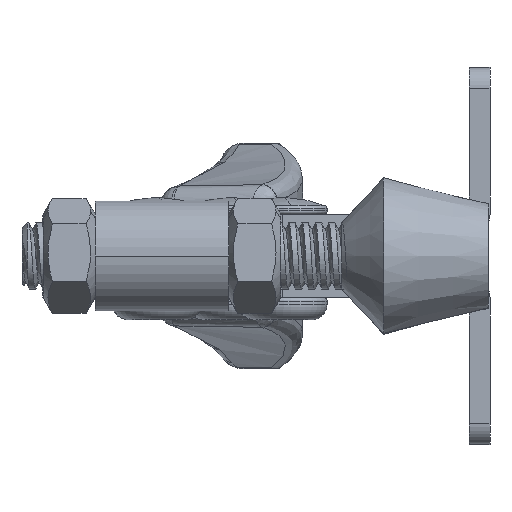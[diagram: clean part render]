
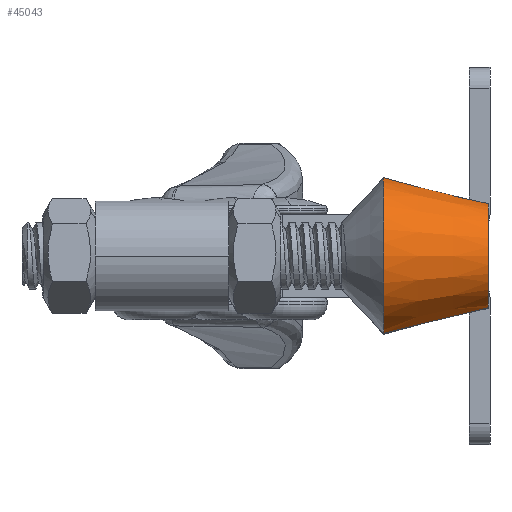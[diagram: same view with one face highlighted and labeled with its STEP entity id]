
A CAD part, left-side view. The second image highlights one B-rep face of the part: STEP entity #45043.
In plain terms, the highlighted conical face has half-angle 14.036 degrees and reference radius 7.5 mm.
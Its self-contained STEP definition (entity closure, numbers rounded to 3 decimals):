
#8540 = DIRECTION ( 'NONE',  ( 1., 0., 0. ) ) ;
#8541 = DIRECTION ( 'NONE',  ( 0., 0., 1. ) ) ;
#8542 = CARTESIAN_POINT ( 'NONE',  ( 0., 0., 4.5 ) ) ;
#8543 = AXIS2_PLACEMENT_3D ( 'NONE', #8542, #8541, #8540 ) ;
#8547 = FACE_OUTER_BOUND ( 'NONE', #45044, .T. ) ;
#8549 = CONICAL_SURFACE ( 'NONE', #8543, 7.5, 0.245 ) ;
#8687 = CARTESIAN_POINT ( 'NONE',  ( -7.5, 0., 4.5 ) ) ;
#8688 = DIRECTION ( 'NONE',  ( -0.243, 0., 0.97 ) ) ;
#8689 = VECTOR ( 'NONE', #8688, 1000. ) ;
#8690 = CARTESIAN_POINT ( 'NONE',  ( -7.5, 0., 4.5 ) ) ;
#8691 = LINE ( 'NONE', #8690, #8689 ) ;
#8692 = CARTESIAN_POINT ( 'NONE',  ( -5., 0., -5.5 ) ) ;
#8693 = CARTESIAN_POINT ( 'NONE',  ( 5., 0., -5.5 ) ) ;
#8694 = DIRECTION ( 'NONE',  ( 1., 0., 0. ) ) ;
#8695 = DIRECTION ( 'NONE',  ( 0., 0., 1. ) ) ;
#8696 = CARTESIAN_POINT ( 'NONE',  ( 0., 0., -5.5 ) ) ;
#8697 = AXIS2_PLACEMENT_3D ( 'NONE', #8696, #8695, #8694 ) ;
#8698 = CIRCLE ( 'NONE', #8697, 5. ) ;
#8814 = DIRECTION ( 'NONE',  ( 0.243, 0., 0.97 ) ) ;
#8815 = VECTOR ( 'NONE', #8814, 1000. ) ;
#8816 = CARTESIAN_POINT ( 'NONE',  ( 7.5, 0., 4.5 ) ) ;
#8817 = LINE ( 'NONE', #8816, #8815 ) ;
#8818 = CARTESIAN_POINT ( 'NONE',  ( 7.5, 0., 4.5 ) ) ;
#8819 = DIRECTION ( 'NONE',  ( 1., 0., 0. ) ) ;
#8820 = DIRECTION ( 'NONE',  ( 0., 0., 1. ) ) ;
#8821 = CARTESIAN_POINT ( 'NONE',  ( 0., 0., 4.5 ) ) ;
#8822 = AXIS2_PLACEMENT_3D ( 'NONE', #8821, #8820, #8819 ) ;
#8823 = CIRCLE ( 'NONE', #8822, 7.5 ) ;
#45043 = ADVANCED_FACE ( 'NONE', ( #8547 ), #8549, .T. ) ;
#45044 = EDGE_LOOP ( 'NONE', ( #45085, #45089, #45124, #45127 ) ) ;
#45085 = ORIENTED_EDGE ( 'NONE', *, *, #45086, .T. ) ;
#45086 = EDGE_CURVE ( 'NONE', #45087, #45088, #8698, .T. ) ;
#45087 = VERTEX_POINT ( 'NONE', #8693 ) ;
#45088 = VERTEX_POINT ( 'NONE', #8692 ) ;
#45089 = ORIENTED_EDGE ( 'NONE', *, *, #45090, .T. ) ;
#45090 = EDGE_CURVE ( 'NONE', #45088, #45091, #8691, .T. ) ;
#45091 = VERTEX_POINT ( 'NONE', #8687 ) ;
#45124 = ORIENTED_EDGE ( 'NONE', *, *, #45125, .F. ) ;
#45125 = EDGE_CURVE ( 'NONE', #45126, #45091, #8823, .T. ) ;
#45126 = VERTEX_POINT ( 'NONE', #8818 ) ;
#45127 = ORIENTED_EDGE ( 'NONE', *, *, #45128, .F. ) ;
#45128 = EDGE_CURVE ( 'NONE', #45087, #45126, #8817, .T. ) ;
